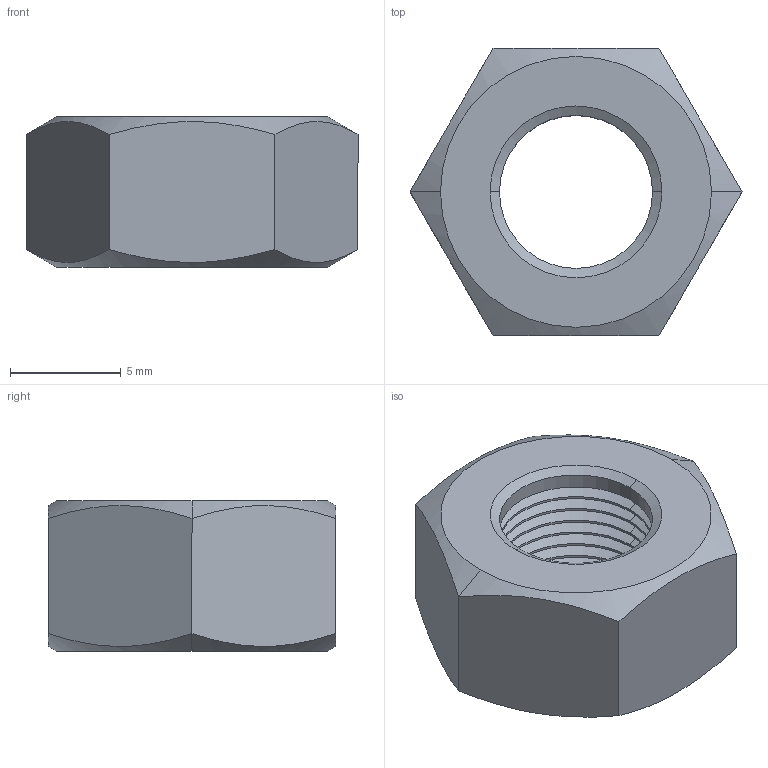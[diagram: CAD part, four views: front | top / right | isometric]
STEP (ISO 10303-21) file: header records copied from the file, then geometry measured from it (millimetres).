
FILE_DESCRIPTION (( 'STEP AP214' ), '1' );
FILE_NAME ('M8-B.STEP', '2021-10-17T16:25:30', ( 'China' ), ( 'Home' ), 'SwSTEP 2.0', 'SolidWorks 2018', '' );
FILE_SCHEMA (( 'AUTOMOTIVE_DESIGN' ));
Length unit declared in the file: millimetre
Products named in the file (1): M8-B
Bounding box: 15.01 x 13 x 6.8 mm (x, y, z)
Volume: 697.8 mm3; surface area: 753.4 mm2
Topology: 1 solids, 1 shells, 70 faces, 144 edges, 76 vertices
Faces by surface type: cone 44, cylinder 18, plane 8
Entity records: 1930 total; most frequent: CARTESIAN_POINT 415, DIRECTION 338, ORIENTED_EDGE 288, EDGE_CURVE 144, AXIS2_PLACEMENT_3D 135, VERTEX_POINT 76, EDGE_LOOP 72, FACE_OUTER_BOUND 70
